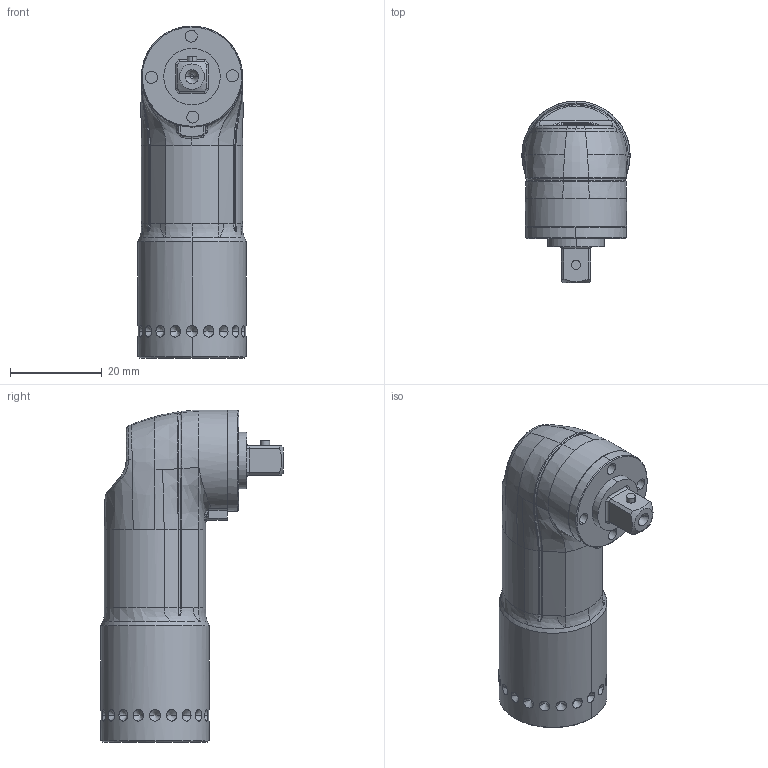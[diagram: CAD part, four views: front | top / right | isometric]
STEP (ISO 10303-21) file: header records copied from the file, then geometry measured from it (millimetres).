
FILE_DESCRIPTION((''),'2;1');
FILE_NAME('4211587480_NOIP','2023-11-24T15:40:26',('TOOmasc'),(''),'CREO PARAMETRIC BY PTC INC, 2022414','CREO PARAMETRIC BY PTC INC, 2022414','');
FILE_SCHEMA(('CONFIG_CONTROL_DESIGN','GEOMETRIC_VALIDATION_PROPERTIES_MIM'));
Length unit declared in the file: millimetre
Products named in the file (1): 4211587480_NOIP
Bounding box: 23.5 x 39.6 x 72.2 mm (x, y, z)
Volume: 30656.5 mm3; surface area: 6606.7 mm2
Topology: 1 solids, 1 shells, 218 faces, 543 edges, 311 vertices
Faces by surface type: bspline 78, cone 53, cylinder 42, plane 36, torus 5, extrusion 4
Entity records: 14721 total; most frequent: CARTESIAN_POINT 7881, ORIENTED_EDGE 1002, DIRECTION 701, EDGE_CURVE 501, FILL_AREA_STYLE_COLOUR 388, FILL_AREA_STYLE 388, SURFACE_STYLE_FILL_AREA 388, SURFACE_SIDE_STYLE 388
